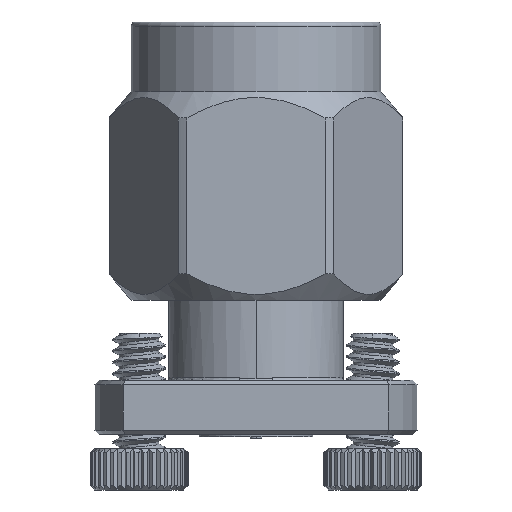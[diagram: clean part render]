
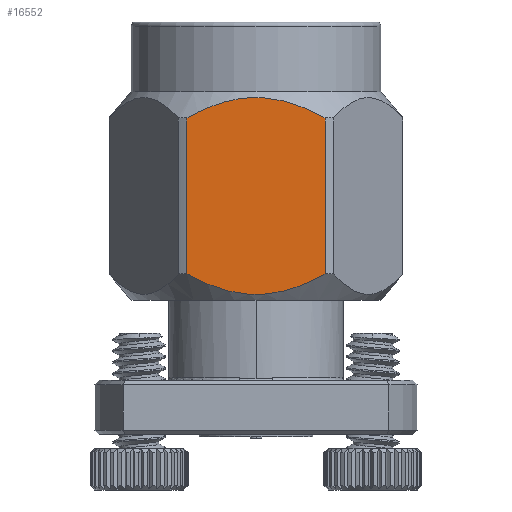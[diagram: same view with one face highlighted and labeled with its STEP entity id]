
A CAD part, left-side view. The second image highlights one B-rep face of the part: STEP entity #16552.
In plain terms, the highlighted planar face has unit normal (-1, 0, 0).
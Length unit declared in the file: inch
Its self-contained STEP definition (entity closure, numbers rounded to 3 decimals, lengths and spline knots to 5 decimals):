
#161 = AXIS2_PLACEMENT_3D ( 'NONE', #9327, #7351, #7484 ) ;
#673 = VECTOR ( 'NONE', #25182, 39.37008 ) ;
#1217 = CARTESIAN_POINT ( 'NONE',  ( -0.15625, 0.01758, 0.40521 ) ) ;
#1342 = CARTESIAN_POINT ( 'NONE',  ( -0.15625, 0.06919, 0.38914 ) ) ;
#1389 = CARTESIAN_POINT ( 'NONE',  ( -0.15625, -0.03047, 0.17206 ) ) ;
#1398 = ORIENTED_EDGE ( 'NONE', *, *, #14004, .T. ) ;
#1420 = PLANE ( 'NONE',  #161 ) ;
#1451 = VECTOR ( 'NONE', #8964, 39.37008 ) ;
#2389 = VERTEX_POINT ( 'NONE', #13927 ) ;
#2975 = CARTESIAN_POINT ( 'NONE',  ( -0.15625, 0.0435, 0.17572 ) ) ;
#3009 = FACE_OUTER_BOUND ( 'NONE', #11850, .T. ) ;
#3109 = CARTESIAN_POINT ( 'NONE',  ( -0.15625, -0.04227, 0.17533 ) ) ;
#3191 = CARTESIAN_POINT ( 'NONE',  ( -0.15625, -0.0488, 0.3972 ) ) ;
#3318 = CARTESIAN_POINT ( 'NONE',  ( -0.15625, -0.07621, 0.38522 ) ) ;
#3447 = CARTESIAN_POINT ( 'NONE',  ( -0.15625, 0.04213, 0.39941 ) ) ;
#3566 = ORIENTED_EDGE ( 'NONE', *, *, #24319, .T. ) ;
#3877 = EDGE_CURVE ( 'NONE', #2389, #7049, #6977, .T. ) ;
#5295 = CARTESIAN_POINT ( 'NONE',  ( -0.15625, 0.04121, 0.39969 ) ) ;
#5422 = CARTESIAN_POINT ( 'NONE',  ( -0.15625, -0.066, 0.39035 ) ) ;
#6977 = LINE ( 'NONE', #15041, #1451 ) ;
#7049 = VERTEX_POINT ( 'NONE', #15634 ) ;
#7051 = CARTESIAN_POINT ( 'NONE',  ( -0.15625, 0.06593, 0.1843 ) ) ;
#7215 = CARTESIAN_POINT ( 'NONE',  ( -0.15625, -0.08316, 0.19336 ) ) ;
#7318 = CARTESIAN_POINT ( 'NONE',  ( -0.15625, 0.02844, 0.17151 ) ) ;
#7351 = DIRECTION ( 'NONE',  ( -1., 0., 0. ) ) ;
#7453 = CARTESIAN_POINT ( 'NONE',  ( -0.15625, -0.03681, 0.17371 ) ) ;
#7484 = DIRECTION ( 'NONE',  ( 0., 0., 1. ) ) ;
#7583 = B_SPLINE_CURVE_WITH_KNOTS ( 'NONE', 3,
 ( #17085, #13012, #7051, #9047, #25381, #14990, #21026, #19310, #2975, #19059, #7318, #15372, #13399, #15113, #19436, #1389, #7453, #23144, #13138, #3109, #11166, #15238, #23271, #16503 ),
 .UNSPECIFIED., .F., .F.,
 ( 4, 1, 1, 1, 1, 2, 2, 2, 2, 1, 1, 1, 1, 2, 2, 4 ),
 ( 0., 0.125, 0.1875, 0.21875, 0.23437, 0.24219, 0.25, 0.375, 0.5, 0.625, 0.6875, 0.71875, 0.73438, 0.74219, 0.75, 1. ),
 .UNSPECIFIED. ) ;
#8169 = ORIENTED_EDGE ( 'NONE', *, *, #19370, .T. ) ;
#8214 = VERTEX_POINT ( 'NONE', #26060 ) ;
#8964 = DIRECTION ( 'NONE',  ( 0., 0., -1. ) ) ;
#9047 = CARTESIAN_POINT ( 'NONE',  ( -0.15625, 0.05436, 0.17953 ) ) ;
#9246 = CARTESIAN_POINT ( 'NONE',  ( -0.15625, 0.03025, 0.40267 ) ) ;
#9327 = CARTESIAN_POINT ( 'NONE',  ( -0.15625, -0.09021, 0.46669 ) ) ;
#9380 = CARTESIAN_POINT ( 'NONE',  ( -0.15625, 0.05582, 0.39508 ) ) ;
#9514 = CARTESIAN_POINT ( 'NONE',  ( -0.15625, -0.04478, 0.39856 ) ) ;
#11166 = CARTESIAN_POINT ( 'NONE',  ( -0.15625, -0.04279, 0.17549 ) ) ;
#11368 = CARTESIAN_POINT ( 'NONE',  ( -0.15625, 0.04265, 0.39924 ) ) ;
#11642 = CARTESIAN_POINT ( 'NONE',  ( -0.15625, 0.00687, 0.40607 ) ) ;
#11850 = EDGE_LOOP ( 'NONE', ( #19288, #1398, #8169, #3566 ) ) ;
#13012 = CARTESIAN_POINT ( 'NONE',  ( -0.15625, 0.07618, 0.18946 ) ) ;
#13138 = CARTESIAN_POINT ( 'NONE',  ( -0.15625, -0.04136, 0.17505 ) ) ;
#13223 = CARTESIAN_POINT ( 'NONE',  ( -0.15625, -0.05447, 0.39512 ) ) ;
#13399 = CARTESIAN_POINT ( 'NONE',  ( -0.15625, 0.00683, 0.16862 ) ) ;
#13479 = CARTESIAN_POINT ( 'NONE',  ( -0.15625, 0.03984, 0.4001 ) ) ;
#13615 = CARTESIAN_POINT ( 'NONE',  ( -0.15625, 0.03663, 0.40102 ) ) ;
#13927 = CARTESIAN_POINT ( 'NONE',  ( -0.15625, 0.08316, 0.38133 ) ) ;
#14004 = EDGE_CURVE ( 'NONE', #7049, #21456, #7583, .T. ) ;
#14990 = CARTESIAN_POINT ( 'NONE',  ( -0.15625, 0.04585, 0.17648 ) ) ;
#15041 = CARTESIAN_POINT ( 'NONE',  ( -0.15625, 0.08316, 0.497 ) ) ;
#15113 = CARTESIAN_POINT ( 'NONE',  ( -0.15625, -0.00722, 0.16864 ) ) ;
#15238 = CARTESIAN_POINT ( 'NONE',  ( -0.15625, -0.05592, 0.17966 ) ) ;
#15299 = LINE ( 'NONE', #19367, #673 ) ;
#15324 = CARTESIAN_POINT ( 'NONE',  ( -0.15625, -0.04598, 0.39816 ) ) ;
#15372 = CARTESIAN_POINT ( 'NONE',  ( -0.15625, 0.01403, 0.1692 ) ) ;
#15634 = CARTESIAN_POINT ( 'NONE',  ( -0.15625, 0.08316, 0.19336 ) ) ;
#16503 = CARTESIAN_POINT ( 'NONE',  ( -0.15625, -0.08316, 0.19336 ) ) ;
#16552 = ADVANCED_FACE ( 'NONE', ( #3009 ), #1420, .T. ) ;
#17085 = CARTESIAN_POINT ( 'NONE',  ( -0.15625, 0.08316, 0.19336 ) ) ;
#17164 = CARTESIAN_POINT ( 'NONE',  ( -0.15625, -0.08316, 0.38133 ) ) ;
#17427 = CARTESIAN_POINT ( 'NONE',  ( -0.15625, 0.08316, 0.38133 ) ) ;
#19059 = CARTESIAN_POINT ( 'NONE',  ( -0.15625, 0.03571, 0.17325 ) ) ;
#19263 = CARTESIAN_POINT ( 'NONE',  ( -0.15625, -0.04364, 0.39893 ) ) ;
#19288 = ORIENTED_EDGE ( 'NONE', *, *, #3877, .T. ) ;
#19310 = CARTESIAN_POINT ( 'NONE',  ( -0.15625, 0.04385, 0.17583 ) ) ;
#19367 = CARTESIAN_POINT ( 'NONE',  ( -0.15625, -0.08316, 0.497 ) ) ;
#19370 = EDGE_CURVE ( 'NONE', #21456, #8214, #15299, .T. ) ;
#19436 = CARTESIAN_POINT ( 'NONE',  ( -0.15625, -0.01787, 0.16952 ) ) ;
#19528 = CARTESIAN_POINT ( 'NONE',  ( -0.15625, -0.04398, 0.39882 ) ) ;
#21026 = CARTESIAN_POINT ( 'NONE',  ( -0.15625, 0.04465, 0.17609 ) ) ;
#21364 = CARTESIAN_POINT ( 'NONE',  ( -0.15625, -0.01433, 0.40603 ) ) ;
#21456 = VERTEX_POINT ( 'NONE', #7215 ) ;
#22587 = B_SPLINE_CURVE_WITH_KNOTS ( 'NONE', 3,
 ( #17164, #3318, #5422, #13223, #3191, #15324, #9514, #19528, #19263, #23354, #21364, #11642, #1217, #9246, #13615, #13479, #5295, #3447, #11368, #9380, #1342, #17427 ),
 .UNSPECIFIED., .F., .F.,
 ( 4, 1, 1, 1, 1, 2, 2, 2, 1, 1, 1, 1, 2, 2, 4 ),
 ( 0., 0.125, 0.1875, 0.21875, 0.23437, 0.24219, 0.25, 0.5, 0.625, 0.6875, 0.71875, 0.73437, 0.74219, 0.75, 1. ),
 .UNSPECIFIED. ) ;
#23144 = CARTESIAN_POINT ( 'NONE',  ( -0.15625, -0.04, 0.17463 ) ) ;
#23271 = CARTESIAN_POINT ( 'NONE',  ( -0.15625, -0.06924, 0.18557 ) ) ;
#23354 = CARTESIAN_POINT ( 'NONE',  ( -0.15625, -0.02861, 0.4037 ) ) ;
#24319 = EDGE_CURVE ( 'NONE', #8214, #2389, #22587, .T. ) ;
#25182 = DIRECTION ( 'NONE',  ( 0., 0., 1. ) ) ;
#25381 = CARTESIAN_POINT ( 'NONE',  ( -0.15625, 0.04867, 0.17744 ) ) ;
#26060 = CARTESIAN_POINT ( 'NONE',  ( -0.15625, -0.08316, 0.38133 ) ) ;
